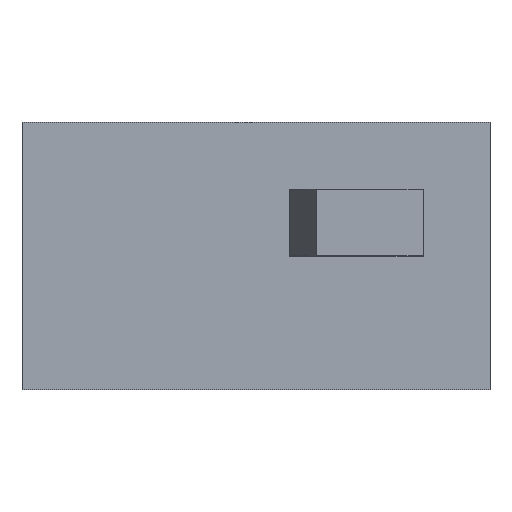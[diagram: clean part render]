
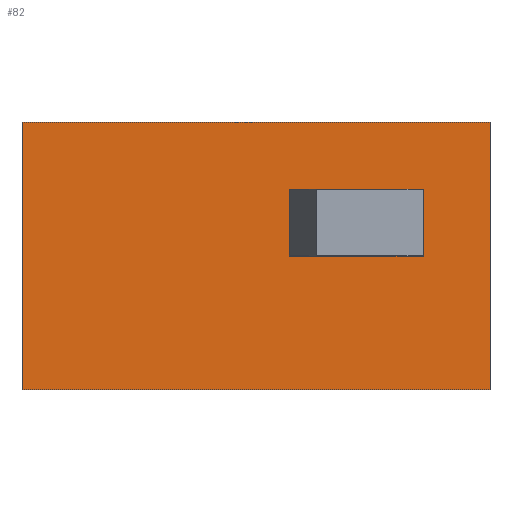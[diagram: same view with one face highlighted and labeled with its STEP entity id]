
A CAD part, top view. The second image highlights one B-rep face of the part: STEP entity #82.
In plain terms, the highlighted face is a extrusion surface.
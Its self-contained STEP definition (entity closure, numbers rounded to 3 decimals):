
#82 = ADVANCED_FACE('',(#83,#156),#97,.F.);
#83 = FACE_BOUND('',#84,.F.);
#84 = EDGE_LOOP('',(#85,#110,#126,#142));
#85 = ORIENTED_EDGE('',*,*,#86,.T.);
#86 = EDGE_CURVE('',#87,#89,#91,.T.);
#87 = VERTEX_POINT('',#88);
#88 = CARTESIAN_POINT('',(15000.,10000.,0.));
#89 = VERTEX_POINT('',#90);
#90 = CARTESIAN_POINT('',(-20000.,10000.,0.));
#91 = SURFACE_CURVE('',#92,(#96),.PCURVE_S1.);
#92 = LINE('',#93,#94);
#93 = CARTESIAN_POINT('',(15000.,10000.,0.));
#94 = VECTOR('',#95,1.);
#95 = DIRECTION('',(-1.,0.,0.));
#96 = PCURVE('',#97,#104);
#97 = SURFACE_OF_LINEAR_EXTRUSION('',#98,#102);
#98 = LINE('',#99,#100);
#99 = CARTESIAN_POINT('',(-20000.,-10000.,0.));
#100 = VECTOR('',#101,1.);
#101 = DIRECTION('',(1.,0.,0.));
#102 = VECTOR('',#103,1.);
#103 = DIRECTION('',(0.,1.,0.));
#104 = DEFINITIONAL_REPRESENTATION('',(#105),#109);
#105 = LINE('',#106,#107);
#106 = CARTESIAN_POINT('',(35000.,20000.));
#107 = VECTOR('',#108,1.);
#108 = DIRECTION('',(-1.,0.));
#109 = ( GEOMETRIC_REPRESENTATION_CONTEXT(2) 
PARAMETRIC_REPRESENTATION_CONTEXT() REPRESENTATION_CONTEXT('2D SPACE',''
  ) );
#110 = ORIENTED_EDGE('',*,*,#111,.T.);
#111 = EDGE_CURVE('',#89,#112,#114,.T.);
#112 = VERTEX_POINT('',#113);
#113 = CARTESIAN_POINT('',(-20000.,-10000.,0.));
#114 = SURFACE_CURVE('',#115,(#119),.PCURVE_S1.);
#115 = LINE('',#116,#117);
#116 = CARTESIAN_POINT('',(-20000.,10000.,0.));
#117 = VECTOR('',#118,1.);
#118 = DIRECTION('',(0.,-1.,0.));
#119 = PCURVE('',#97,#120);
#120 = DEFINITIONAL_REPRESENTATION('',(#121),#125);
#121 = LINE('',#122,#123);
#122 = CARTESIAN_POINT('',(0.,20000.));
#123 = VECTOR('',#124,1.);
#124 = DIRECTION('',(0.,-1.));
#125 = ( GEOMETRIC_REPRESENTATION_CONTEXT(2) 
PARAMETRIC_REPRESENTATION_CONTEXT() REPRESENTATION_CONTEXT('2D SPACE',''
  ) );
#126 = ORIENTED_EDGE('',*,*,#127,.T.);
#127 = EDGE_CURVE('',#112,#128,#130,.T.);
#128 = VERTEX_POINT('',#129);
#129 = CARTESIAN_POINT('',(15000.,-10000.,0.));
#130 = SURFACE_CURVE('',#131,(#135),.PCURVE_S1.);
#131 = LINE('',#132,#133);
#132 = CARTESIAN_POINT('',(-20000.,-10000.,0.));
#133 = VECTOR('',#134,1.);
#134 = DIRECTION('',(1.,0.,0.));
#135 = PCURVE('',#97,#136);
#136 = DEFINITIONAL_REPRESENTATION('',(#137),#141);
#137 = LINE('',#138,#139);
#138 = CARTESIAN_POINT('',(0.,0.));
#139 = VECTOR('',#140,1.);
#140 = DIRECTION('',(1.,0.));
#141 = ( GEOMETRIC_REPRESENTATION_CONTEXT(2) 
PARAMETRIC_REPRESENTATION_CONTEXT() REPRESENTATION_CONTEXT('2D SPACE',''
  ) );
#142 = ORIENTED_EDGE('',*,*,#143,.T.);
#143 = EDGE_CURVE('',#128,#87,#144,.T.);
#144 = SURFACE_CURVE('',#145,(#149),.PCURVE_S1.);
#145 = LINE('',#146,#147);
#146 = CARTESIAN_POINT('',(15000.,-10000.,0.));
#147 = VECTOR('',#148,1.);
#148 = DIRECTION('',(0.,1.,0.));
#149 = PCURVE('',#97,#150);
#150 = DEFINITIONAL_REPRESENTATION('',(#151),#155);
#151 = LINE('',#152,#153);
#152 = CARTESIAN_POINT('',(35000.,0.));
#153 = VECTOR('',#154,1.);
#154 = DIRECTION('',(0.,1.));
#155 = ( GEOMETRIC_REPRESENTATION_CONTEXT(2) 
PARAMETRIC_REPRESENTATION_CONTEXT() REPRESENTATION_CONTEXT('2D SPACE',''
  ) );
#156 = FACE_BOUND('',#157,.F.);
#157 = EDGE_LOOP('',(#158,#174,#188,#202));
#158 = ORIENTED_EDGE('',*,*,#159,.T.);
#159 = EDGE_CURVE('',#160,#162,#164,.T.);
#160 = VERTEX_POINT('',#161);
#161 = CARTESIAN_POINT('',(0.,5000.,0.));
#162 = VERTEX_POINT('',#163);
#163 = CARTESIAN_POINT('',(10000.,5000.,0.));
#164 = SURFACE_CURVE('',#165,(#168),.PCURVE_S1.);
#165 = B_SPLINE_CURVE_WITH_KNOTS('',1,(#166,#167),.UNSPECIFIED.,.F.,.F.,
  (2,2),(-1.,0.),.PIECEWISE_BEZIER_KNOTS.);
#166 = CARTESIAN_POINT('',(0.,5000.,0.));
#167 = CARTESIAN_POINT('',(10000.,5000.,0.));
#168 = PCURVE('',#97,#169);
#169 = DEFINITIONAL_REPRESENTATION('',(#170),#173);
#170 = B_SPLINE_CURVE_WITH_KNOTS('',1,(#171,#172),.UNSPECIFIED.,.F.,.F.,
  (2,2),(-1.,0.),.PIECEWISE_BEZIER_KNOTS.);
#171 = CARTESIAN_POINT('',(20000.,15000.));
#172 = CARTESIAN_POINT('',(30000.,15000.));
#173 = ( GEOMETRIC_REPRESENTATION_CONTEXT(2) 
PARAMETRIC_REPRESENTATION_CONTEXT() REPRESENTATION_CONTEXT('2D SPACE',''
  ) );
#174 = ORIENTED_EDGE('',*,*,#175,.T.);
#175 = EDGE_CURVE('',#162,#176,#178,.T.);
#176 = VERTEX_POINT('',#177);
#177 = CARTESIAN_POINT('',(10000.,0.,0.));
#178 = SURFACE_CURVE('',#179,(#182),.PCURVE_S1.);
#179 = B_SPLINE_CURVE_WITH_KNOTS('',1,(#180,#181),.UNSPECIFIED.,.F.,.F.,
  (2,2),(-1.,0.),.PIECEWISE_BEZIER_KNOTS.);
#180 = CARTESIAN_POINT('',(10000.,5000.,0.));
#181 = CARTESIAN_POINT('',(10000.,0.,0.));
#182 = PCURVE('',#97,#183);
#183 = DEFINITIONAL_REPRESENTATION('',(#184),#187);
#184 = B_SPLINE_CURVE_WITH_KNOTS('',1,(#185,#186),.UNSPECIFIED.,.F.,.F.,
  (2,2),(-1.,0.),.PIECEWISE_BEZIER_KNOTS.);
#185 = CARTESIAN_POINT('',(30000.,15000.));
#186 = CARTESIAN_POINT('',(30000.,10000.));
#187 = ( GEOMETRIC_REPRESENTATION_CONTEXT(2) 
PARAMETRIC_REPRESENTATION_CONTEXT() REPRESENTATION_CONTEXT('2D SPACE',''
  ) );
#188 = ORIENTED_EDGE('',*,*,#189,.T.);
#189 = EDGE_CURVE('',#176,#190,#192,.T.);
#190 = VERTEX_POINT('',#191);
#191 = CARTESIAN_POINT('',(0.,0.,0.));
#192 = SURFACE_CURVE('',#193,(#196),.PCURVE_S1.);
#193 = B_SPLINE_CURVE_WITH_KNOTS('',1,(#194,#195),.UNSPECIFIED.,.F.,.F.,
  (2,2),(-1.,0.),.PIECEWISE_BEZIER_KNOTS.);
#194 = CARTESIAN_POINT('',(10000.,0.,0.));
#195 = CARTESIAN_POINT('',(0.,0.,0.));
#196 = PCURVE('',#97,#197);
#197 = DEFINITIONAL_REPRESENTATION('',(#198),#201);
#198 = B_SPLINE_CURVE_WITH_KNOTS('',1,(#199,#200),.UNSPECIFIED.,.F.,.F.,
  (2,2),(-1.,0.),.PIECEWISE_BEZIER_KNOTS.);
#199 = CARTESIAN_POINT('',(30000.,10000.));
#200 = CARTESIAN_POINT('',(20000.,10000.));
#201 = ( GEOMETRIC_REPRESENTATION_CONTEXT(2) 
PARAMETRIC_REPRESENTATION_CONTEXT() REPRESENTATION_CONTEXT('2D SPACE',''
  ) );
#202 = ORIENTED_EDGE('',*,*,#203,.T.);
#203 = EDGE_CURVE('',#190,#160,#204,.T.);
#204 = SURFACE_CURVE('',#205,(#208),.PCURVE_S1.);
#205 = B_SPLINE_CURVE_WITH_KNOTS('',1,(#206,#207),.UNSPECIFIED.,.F.,.F.,
  (2,2),(-1.,0.),.PIECEWISE_BEZIER_KNOTS.);
#206 = CARTESIAN_POINT('',(0.,0.,0.));
#207 = CARTESIAN_POINT('',(0.,5000.,0.));
#208 = PCURVE('',#97,#209);
#209 = DEFINITIONAL_REPRESENTATION('',(#210),#213);
#210 = B_SPLINE_CURVE_WITH_KNOTS('',1,(#211,#212),.UNSPECIFIED.,.F.,.F.,
  (2,2),(-1.,0.),.PIECEWISE_BEZIER_KNOTS.);
#211 = CARTESIAN_POINT('',(20000.,10000.));
#212 = CARTESIAN_POINT('',(20000.,15000.));
#213 = ( GEOMETRIC_REPRESENTATION_CONTEXT(2) 
PARAMETRIC_REPRESENTATION_CONTEXT() REPRESENTATION_CONTEXT('2D SPACE',''
  ) );
